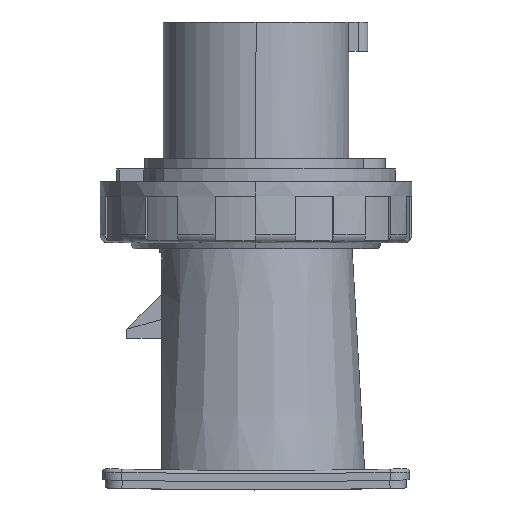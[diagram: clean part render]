
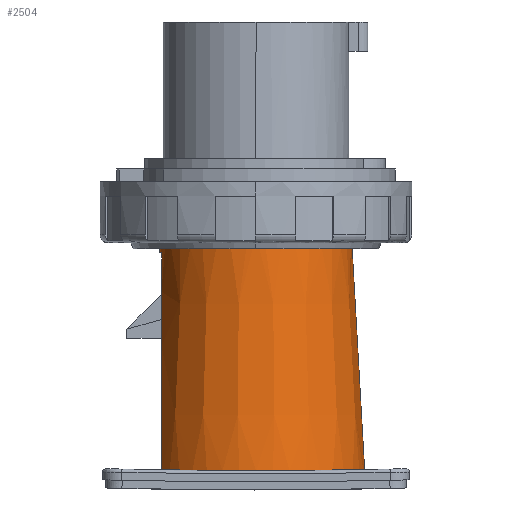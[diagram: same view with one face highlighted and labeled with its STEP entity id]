
A CAD part, left-side view. The second image highlights one B-rep face of the part: STEP entity #2504.
In plain terms, the highlighted conical face has half-angle 3.223 degrees and reference radius 31.686 mm.
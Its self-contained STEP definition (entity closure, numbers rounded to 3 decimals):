
#208=DIRECTION('',(0.,-0.056,-0.998));
#209=VECTOR('',#208,69.152);
#210=CARTESIAN_POINT('',(30.,-64.883,68.815));
#211=LINE('',#210,#209);
#227=DIRECTION('',(0.,0.056,-0.998));
#228=VECTOR('',#227,1.567);
#229=CARTESIAN_POINT('',(30.,-5.403,68.815));
#230=LINE('',#229,#228);
#253=CARTESIAN_POINT('',(13.406,-5.893,-0.239));
#254=CARTESIAN_POINT('',(13.677,-5.893,2.131));
#255=CARTESIAN_POINT('',(14.212,-5.893,6.734));
#256=CARTESIAN_POINT('',(14.995,-5.893,13.21));
#257=CARTESIAN_POINT('',(15.765,-5.893,19.324));
#258=CARTESIAN_POINT('',(16.528,-5.893,25.121));
#259=CARTESIAN_POINT('',(17.291,-5.893,30.658));
#260=CARTESIAN_POINT('',(18.056,-5.893,35.937));
#261=CARTESIAN_POINT('',(18.811,-5.893,40.864));
#262=CARTESIAN_POINT('',(19.556,-5.893,45.453));
#263=CARTESIAN_POINT('',(20.319,-5.893,49.867));
#264=CARTESIAN_POINT('',(21.133,-5.893,54.247));
#265=CARTESIAN_POINT('',(22.017,-5.893,58.605));
#266=CARTESIAN_POINT('',(22.997,-5.893,62.943));
#267=CARTESIAN_POINT('',(23.743,-5.893,65.82));
#268=CARTESIAN_POINT('',(24.153,-5.893,67.25));
#270=CARTESIAN_POINT('',(30.,-35.143,67.25));
#271=DIRECTION('',(0.,0.,-1.));
#272=DIRECTION('',(-0.196,0.981,0.));
#273=AXIS2_PLACEMENT_3D('',#270,#271,#272);
#275=CARTESIAN_POINT('',(30.,-35.143,68.815));
#276=DIRECTION('',(0.,0.,-1.));
#277=DIRECTION('',(-0.995,0.101,0.));
#278=AXIS2_PLACEMENT_3D('',#275,#276,#277);
#280=CARTESIAN_POINT('',(30.,-35.143,68.815));
#281=DIRECTION('',(0.,0.,-1.));
#282=DIRECTION('',(-0.995,-0.101,0.));
#283=AXIS2_PLACEMENT_3D('',#280,#281,#282);
#285=CARTESIAN_POINT('',(30.,-35.143,68.815));
#286=DIRECTION('',(0.,0.,-1.));
#287=DIRECTION('',(0.,-1.,0.));
#288=AXIS2_PLACEMENT_3D('',#285,#286,#287);
#290=CARTESIAN_POINT('',(30.,-68.771,
-0.228));
#291=CARTESIAN_POINT('',(28.663,-68.771,
-0.228));
#292=CARTESIAN_POINT('',(25.988,-68.612,
-0.228));
#293=CARTESIAN_POINT('',(22.025,-67.894,
-0.23));
#294=CARTESIAN_POINT('',(18.19,-66.715,
-0.233));
#295=CARTESIAN_POINT('',(14.505,-65.079,
-0.238));
#296=CARTESIAN_POINT('',(11.06,-63.029,
-0.243));
#297=CARTESIAN_POINT('',(7.865,-60.566,
-0.248));
#298=CARTESIAN_POINT('',(5.004,-57.76,
-0.254));
#299=CARTESIAN_POINT('',(2.481,-54.613,
-0.259));
#300=CARTESIAN_POINT('',(0.364,-51.209,
-0.264));
#301=CARTESIAN_POINT('',(-1.342,-47.557,
-0.268));
#302=CARTESIAN_POINT('',(-2.595,-43.745,
-0.272));
#303=CARTESIAN_POINT('',(-3.388,-39.799,
-0.274));
#304=CARTESIAN_POINT('',(-3.704,-35.792,
-0.275));
#305=CARTESIAN_POINT('',(-3.543,-31.777,
-0.274));
#306=CARTESIAN_POINT('',(-2.902,-27.803,
-0.272));
#307=CARTESIAN_POINT('',(-1.797,-23.945,
-0.269));
#308=CARTESIAN_POINT('',(-0.233,-20.231,
-0.265));
#309=CARTESIAN_POINT('',(1.752,-16.747,
-0.261));
#310=CARTESIAN_POINT('',(4.15,-13.507,
-0.255));
#311=CARTESIAN_POINT('',(6.903,-10.59,
-0.25));
#312=CARTESIAN_POINT('',(9.997,-8.01,
-0.244));
#313=CARTESIAN_POINT('',(12.244,-6.552,
-0.241));
#314=CARTESIAN_POINT('',(13.406,-5.893,-0.239));
#2044=VERTEX_POINT('',#253);
#2045=VERTEX_POINT('',#268);
#2063=CARTESIAN_POINT('',(0.411,-38.143,68.815));
#2065=VERTEX_POINT('',#2063);
#2066=CARTESIAN_POINT('',(0.411,-32.143,68.815));
#2067=VERTEX_POINT('',#2066);
#2103=CARTESIAN_POINT('',(30.,-64.883,68.815));
#2104=CARTESIAN_POINT('',(30.,-68.771,
-0.228));
#2105=VERTEX_POINT('',#2103);
#2106=VERTEX_POINT('',#2104);
#2107=CARTESIAN_POINT('',(30.,-5.403,68.815));
#2108=CARTESIAN_POINT('',(30.,-5.314,67.25));
#2109=VERTEX_POINT('',#2107);
#2110=VERTEX_POINT('',#2108);
#2485=CARTESIAN_POINT('',(30.,-35.143,34.27));
#2486=DIRECTION('',(0.,0.,-1.));
#2487=DIRECTION('',(0.,1.,0.));
#2488=AXIS2_PLACEMENT_3D('',#2485,#2486,#2487);
#2489=CONICAL_SURFACE('',#2488,31.686,3.223);
#2490=ORIENTED_EDGE('',*,*,#2468,.T.);
#2492=ORIENTED_EDGE('',*,*,#2491,.T.);
#2494=ORIENTED_EDGE('',*,*,#2493,.T.);
#2496=ORIENTED_EDGE('',*,*,#2495,.T.);
#2497=ORIENTED_EDGE('',*,*,#2474,.F.);
#2498=ORIENTED_EDGE('',*,*,#2454,.F.);
#2500=ORIENTED_EDGE('',*,*,#2499,.F.);
#2501=ORIENTED_EDGE('',*,*,#2434,.F.);
#2502=EDGE_LOOP('',(#2490,#2492,#2494,#2496,#2497,#2498,#2500,#2501));
#2503=FACE_OUTER_BOUND('',#2502,.F.);
#2504=ADVANCED_FACE('',(#2503),#2489,.T.);
#269=B_SPLINE_CURVE_WITH_KNOTS('',3,(#253,#254,#255,#256,#257,#258,#259,#260,
#261,#262,#263,#264,#265,#266,#267,#268),.UNSPECIFIED.,.F.,.F.,(4,1,1,1,1,1,1,1,
1,1,1,1,1,4),(0.,0.077,0.154,0.231,
0.308,0.385,0.462,0.538,
0.615,0.692,0.769,0.846,
0.923,1.),.UNSPECIFIED.);
#274=CIRCLE('',#273,29.829);
#279=CIRCLE('',#278,29.74);
#284=CIRCLE('',#283,29.74);
#289=CIRCLE('',#288,29.74);
#315=B_SPLINE_CURVE_WITH_KNOTS('',3,(#290,#291,#292,#293,#294,#295,#296,#297,
#298,#299,#300,#301,#302,#303,#304,#305,#306,#307,#308,#309,#310,#311,#312,#313,
#314),.UNSPECIFIED.,.F.,.F.,(4,1,1,1,1,1,1,1,1,1,1,1,1,1,1,1,1,1,1,1,1,1,4),(
0.,0.045,0.091,0.136,0.182,
0.227,0.273,0.318,0.364,
0.409,0.455,0.5,0.545,0.591,
0.636,0.682,0.727,0.773,
0.818,0.864,0.909,0.955,1.),
.UNSPECIFIED.);
#2434=EDGE_CURVE('',#2105,#2065,#289,.T.);
#2454=EDGE_CURVE('',#2067,#2109,#279,.T.);
#2468=EDGE_CURVE('',#2105,#2106,#211,.T.);
#2474=EDGE_CURVE('',#2109,#2110,#230,.T.);
#2491=EDGE_CURVE('',#2106,#2044,#315,.T.);
#2493=EDGE_CURVE('',#2044,#2045,#269,.T.);
#2495=EDGE_CURVE('',#2045,#2110,#274,.T.);
#2499=EDGE_CURVE('',#2065,#2067,#284,.T.);
